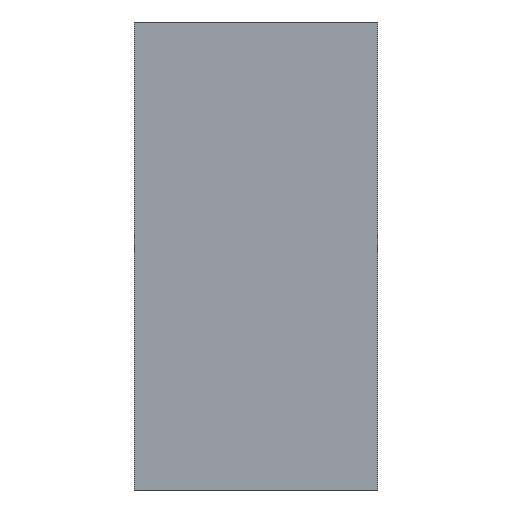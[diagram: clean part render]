
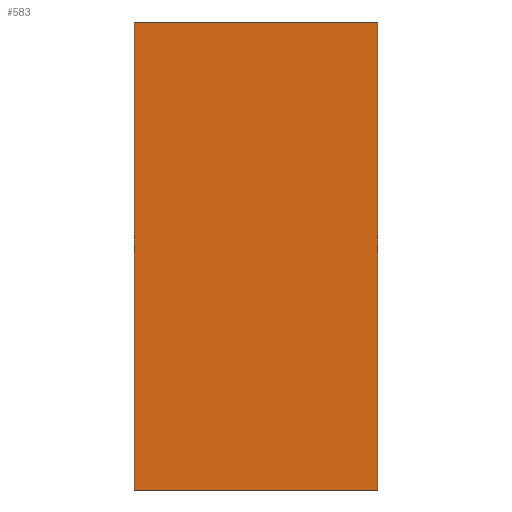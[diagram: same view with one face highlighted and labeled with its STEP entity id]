
A CAD part, left-side view. The second image highlights one B-rep face of the part: STEP entity #583.
In plain terms, the highlighted planar face has unit normal (-1, 0, 0).
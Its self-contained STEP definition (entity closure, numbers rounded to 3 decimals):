
#19 = VERTEX_POINT ( 'NONE', #574 ) ;
#35 = ORIENTED_EDGE ( 'NONE', *, *, #913, .F. ) ;
#139 = EDGE_CURVE ( 'NONE', #166, #503, #1192, .T. ) ;
#158 = EDGE_CURVE ( 'NONE', #904, #503, #728, .T. ) ;
#165 = FACE_OUTER_BOUND ( 'NONE', #968, .T. ) ;
#166 = VERTEX_POINT ( 'NONE', #1114 ) ;
#241 = LINE ( 'NONE', #970, #667 ) ;
#339 = CARTESIAN_POINT ( 'NONE',  ( -1., 0.65, 0.625 ) ) ;
#355 = ORIENTED_EDGE ( 'NONE', *, *, #702, .T. ) ;
#479 = AXIS2_PLACEMENT_3D ( 'NONE', #659, #881, #770 ) ;
#503 = VERTEX_POINT ( 'NONE', #539 ) ;
#514 = CARTESIAN_POINT ( 'NONE',  ( -1., 0., 0.625 ) ) ;
#525 = VECTOR ( 'NONE', #893, 1000. ) ;
#539 = CARTESIAN_POINT ( 'NONE',  ( -1., 0., -0.625 ) ) ;
#541 = LINE ( 'NONE', #339, #525 ) ;
#574 = CARTESIAN_POINT ( 'NONE',  ( -1., 0.65, 0.625 ) ) ;
#583 = ADVANCED_FACE ( 'NONE', ( #165 ), #1043, .F. ) ;
#659 = CARTESIAN_POINT ( 'NONE',  ( -1., 0., 0.625 ) ) ;
#667 = VECTOR ( 'NONE', #792, 1000. ) ;
#702 = EDGE_CURVE ( 'NONE', #19, #166, #541, .T. ) ;
#728 = LINE ( 'NONE', #731, #764 ) ;
#731 = CARTESIAN_POINT ( 'NONE',  ( -1., 0., 0.625 ) ) ;
#740 = DIRECTION ( 'NONE',  ( 0., -1., 0. ) ) ;
#764 = VECTOR ( 'NONE', #1126, 1000. ) ;
#770 = DIRECTION ( 'NONE',  ( 0., 0., -1. ) ) ;
#792 = DIRECTION ( 'NONE',  ( 0., -1., 0. ) ) ;
#831 = CARTESIAN_POINT ( 'NONE',  ( -1., 0., -0.625 ) ) ;
#858 = ORIENTED_EDGE ( 'NONE', *, *, #158, .F. ) ;
#881 = DIRECTION ( 'NONE',  ( 1., 0., 0. ) ) ;
#893 = DIRECTION ( 'NONE',  ( 0., 0., -1. ) ) ;
#904 = VERTEX_POINT ( 'NONE', #514 ) ;
#913 = EDGE_CURVE ( 'NONE', #19, #904, #241, .T. ) ;
#968 = EDGE_LOOP ( 'NONE', ( #992, #858, #35, #355 ) ) ;
#970 = CARTESIAN_POINT ( 'NONE',  ( -1., 0., 0.625 ) ) ;
#992 = ORIENTED_EDGE ( 'NONE', *, *, #139, .T. ) ;
#1043 = PLANE ( 'NONE',  #479 ) ;
#1114 = CARTESIAN_POINT ( 'NONE',  ( -1., 0.65, -0.625 ) ) ;
#1126 = DIRECTION ( 'NONE',  ( 0., 0., -1. ) ) ;
#1142 = VECTOR ( 'NONE', #740, 1000. ) ;
#1192 = LINE ( 'NONE', #831, #1142 ) ;
